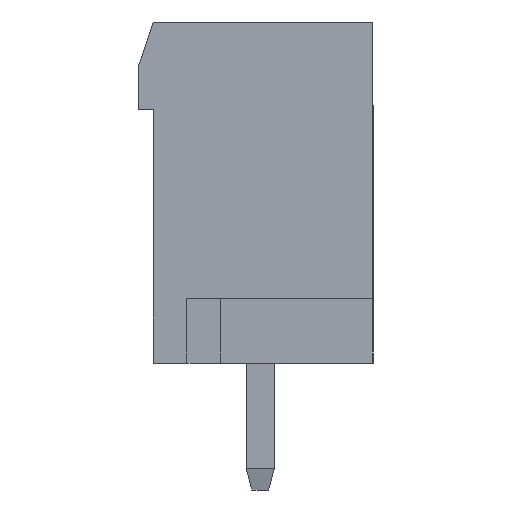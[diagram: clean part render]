
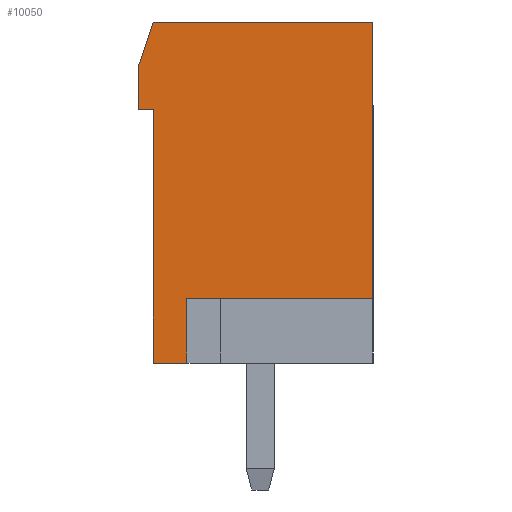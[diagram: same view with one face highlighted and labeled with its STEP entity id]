
A CAD part, left-side view. The second image highlights one B-rep face of the part: STEP entity #10050.
In plain terms, the highlighted planar face has unit normal (-1, 0, 0).
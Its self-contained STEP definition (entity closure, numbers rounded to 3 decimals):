
#722=FACE_OUTER_BOUND('',#1324,.T.);
#1324=EDGE_LOOP('',(#8600,#8601,#8602,#8603,#8604,#8605,#8606,#8607,#8608));
#1607=LINE('',#13666,#2853);
#2077=LINE('',#14630,#3323);
#2102=LINE('',#14679,#3348);
#2421=LINE('',#15356,#3667);
#2434=LINE('',#15382,#3680);
#2528=LINE('',#15781,#3774);
#2531=LINE('',#15786,#3777);
#2557=LINE('',#15818,#3803);
#2559=LINE('',#15822,#3805);
#2853=VECTOR('',#11137,9.);
#3323=VECTOR('',#12011,1.581);
#3348=VECTOR('',#12074,7.8);
#3667=VECTOR('',#12611,6.6);
#3680=VECTOR('',#12646,2.3);
#3774=VECTOR('',#13008,0.5);
#3777=VECTOR('',#13013,1.6);
#3803=VECTOR('',#13049,1.2);
#3805=VECTOR('',#13055,9.8);
#4013=VERTEX_POINT('',#13663);
#4014=VERTEX_POINT('',#13665);
#4305=VERTEX_POINT('',#14627);
#4306=VERTEX_POINT('',#14629);
#4311=VERTEX_POINT('',#14678);
#4559=VERTEX_POINT('',#15353);
#4560=VERTEX_POINT('',#15355);
#4562=VERTEX_POINT('',#15381);
#4673=VERTEX_POINT('',#15780);
#4957=EDGE_CURVE('',#4013,#4014,#1607,.T.);
#5427=EDGE_CURVE('',#4305,#4306,#2077,.T.);
#5452=EDGE_CURVE('',#4306,#4311,#2102,.T.);
#5781=EDGE_CURVE('',#4559,#4560,#2421,.T.);
#5794=EDGE_CURVE('',#4560,#4562,#2434,.T.);
#5958=EDGE_CURVE('',#4014,#4673,#2528,.T.);
#5961=EDGE_CURVE('',#4673,#4305,#2531,.T.);
#5987=EDGE_CURVE('',#4562,#4013,#2557,.T.);
#5989=EDGE_CURVE('',#4559,#4311,#2559,.T.);
#8600=ORIENTED_EDGE('',*,*,#4957,.F.);
#8601=ORIENTED_EDGE('',*,*,#5987,.F.);
#8602=ORIENTED_EDGE('',*,*,#5794,.F.);
#8603=ORIENTED_EDGE('',*,*,#5781,.F.);
#8604=ORIENTED_EDGE('',*,*,#5989,.T.);
#8605=ORIENTED_EDGE('',*,*,#5452,.F.);
#8606=ORIENTED_EDGE('',*,*,#5427,.F.);
#8607=ORIENTED_EDGE('',*,*,#5961,.F.);
#8608=ORIENTED_EDGE('',*,*,#5958,.F.);
#9153=PLANE('',#10652);
#10050=ADVANCED_FACE('',(#722),#9153,.T.);
#10652=AXIS2_PLACEMENT_3D('',#15823,#13056,#13057);
#11137=DIRECTION('',(0.,0.,1.));
#12011=DIRECTION('',(0.,-0.316,0.949));
#12074=DIRECTION('',(0.,-1.,0.));
#12611=DIRECTION('',(0.,1.,0.));
#12646=DIRECTION('',(0.,0.,-1.));
#13008=DIRECTION('',(0.,1.,0.));
#13013=DIRECTION('',(0.,0.,1.));
#13049=DIRECTION('',(0.,1.,0.));
#13055=DIRECTION('',(0.,0.,1.));
#13056=DIRECTION('center_axis',(-1.,0.,0.));
#13057=DIRECTION('ref_axis',(0.,-1.,0.));
#13663=CARTESIAN_POINT('',(-26.,3.8,0.));
#13665=CARTESIAN_POINT('',(-26.,3.8,9.));
#13666=CARTESIAN_POINT('',(-26.,3.8,2.3));
#14627=CARTESIAN_POINT('',(-26.,4.3,10.6));
#14629=CARTESIAN_POINT('',(-26.,3.8,12.1));
#14630=CARTESIAN_POINT('',(-26.,4.458,10.128));
#14678=CARTESIAN_POINT('',(-26.,-4.,12.1));
#14679=CARTESIAN_POINT('',(-26.,3.8,12.1));
#15353=CARTESIAN_POINT('',(-26.,-4.,2.3));
#15355=CARTESIAN_POINT('',(-26.,2.6,2.3));
#15356=CARTESIAN_POINT('',(-26.,-4.,2.3));
#15381=CARTESIAN_POINT('',(-26.,2.6,0.));
#15382=CARTESIAN_POINT('',(-26.,2.6,2.3));
#15780=CARTESIAN_POINT('',(-26.,4.3,9.));
#15781=CARTESIAN_POINT('',(-26.,3.875,9.));
#15786=CARTESIAN_POINT('',(-26.,4.3,9.1));
#15818=CARTESIAN_POINT('',(-26.,2.6,0.));
#15822=CARTESIAN_POINT('',(-26.,-4.,2.3));
#15823=CARTESIAN_POINT('Origin',(-26.,3.8,2.3));
